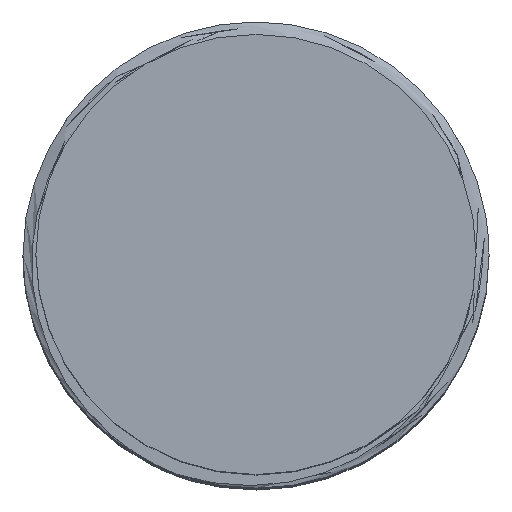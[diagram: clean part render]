
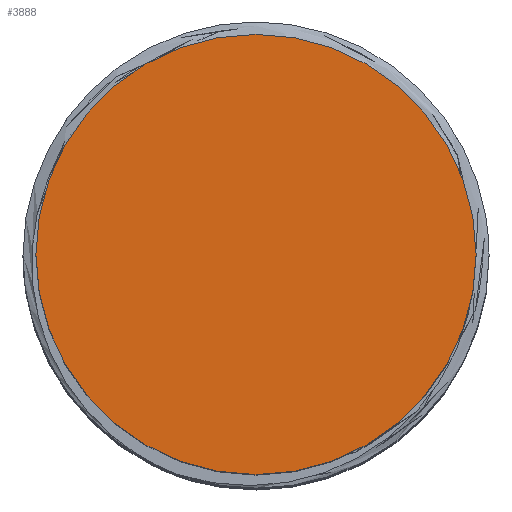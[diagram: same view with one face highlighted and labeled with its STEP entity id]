
A CAD part, top view. The second image highlights one B-rep face of the part: STEP entity #3888.
In plain terms, the highlighted face is planar.
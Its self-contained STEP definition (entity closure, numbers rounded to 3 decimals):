
#154 = CARTESIAN_POINT ( 'NONE',  ( -8.5, 0., 0. ) ) ;
#205 = DIRECTION ( 'NONE',  ( 0., 0., 1. ) ) ;
#234 = CARTESIAN_POINT ( 'NONE',  ( 0., 0., 0. ) ) ;
#253 = ORIENTED_EDGE ( 'NONE', *, *, #4249, .F. ) ;
#370 = CARTESIAN_POINT ( 'NONE',  ( 8.5, 0., 0. ) ) ;
#1018 = DIRECTION ( 'NONE',  ( 0., 0., 1. ) ) ;
#1145 = CARTESIAN_POINT ( 'NONE',  ( 0., 0., 0. ) ) ;
#1706 = DIRECTION ( 'NONE',  ( 1., 0., 0. ) ) ;
#1794 = AXIS2_PLACEMENT_3D ( 'NONE', #234, #205, #5038 ) ;
#2233 = PLANE ( 'NONE',  #1794 ) ;
#2340 = FACE_OUTER_BOUND ( 'NONE', #6444, .T. ) ;
#3125 = VERTEX_POINT ( 'NONE', #154 ) ;
#3341 = EDGE_CURVE ( 'NONE', #3125, #7481, #6238, .T. ) ;
#3734 = AXIS2_PLACEMENT_3D ( 'NONE', #5739, #1018, #1706 ) ;
#3888 = ADVANCED_FACE ( 'NONE', ( #2340 ), #2233, .F. ) ;
#4249 = EDGE_CURVE ( 'NONE', #7481, #3125, #6291, .T. ) ;
#5038 = DIRECTION ( 'NONE',  ( 1., 0., 0. ) ) ;
#5739 = CARTESIAN_POINT ( 'NONE',  ( 0., 0., 0. ) ) ;
#6238 = CIRCLE ( 'NONE', #7824, 8.5 ) ;
#6291 = CIRCLE ( 'NONE', #3734, 8.5 ) ;
#6444 = EDGE_LOOP ( 'NONE', ( #6517, #253 ) ) ;
#6517 = ORIENTED_EDGE ( 'NONE', *, *, #3341, .F. ) ;
#7481 = VERTEX_POINT ( 'NONE', #370 ) ;
#7824 = AXIS2_PLACEMENT_3D ( 'NONE', #1145, #8004, #8692 ) ;
#8004 = DIRECTION ( 'NONE',  ( 0., 0., 1. ) ) ;
#8692 = DIRECTION ( 'NONE',  ( 1., 0., 0. ) ) ;
